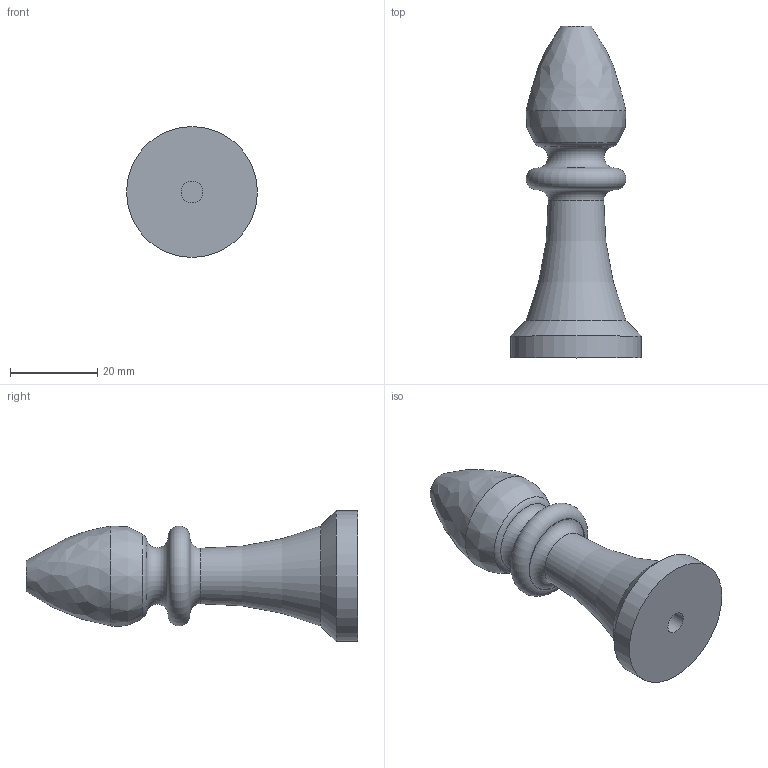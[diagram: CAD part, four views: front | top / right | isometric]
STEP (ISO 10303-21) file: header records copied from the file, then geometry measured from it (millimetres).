
FILE_DESCRIPTION(/* description */ (''),/* implementation_level */ '2;1');
FILE_NAME(/* name */ 'BishopTaggeable.stp',/* time_stamp */ '2025-02-27T10:27:54+01:00',/* author */ ('Marcu'),/* organization */ (''),/* preprocessor_version */ 'ST-DEVELOPER v20',/* originating_system */ 'Autodesk Inventor 2025',/* authorisation */ '');
FILE_SCHEMA (('AUTOMOTIVE_DESIGN { 1 0 10303 214 3 1 1 }'));
Length unit declared in the file: millimetre
Products named in the file (1): PawnUntagged
Bounding box: 30 x 76.11 x 30 mm (x, y, z)
Volume: 21583.1 mm3; surface area: 6012.5 mm2
Topology: 1 solids, 1 shells, 22 faces, 47 edges, 29 vertices
Faces by surface type: plane 12, torus 5, bspline 2, cylinder 2, cone 1
Full cylindrical faces by diameter (mm): 5 x1, 30 x1
Entity records: 710 total; most frequent: CARTESIAN_POINT 191, DIRECTION 105, ORIENTED_EDGE 94, EDGE_CURVE 47, AXIS2_PLACEMENT_3D 45, VERTEX_POINT 29, EDGE_LOOP 24, CIRCLE 24
